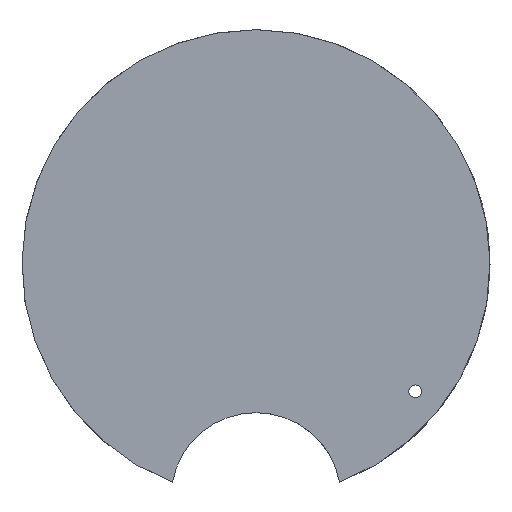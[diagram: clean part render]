
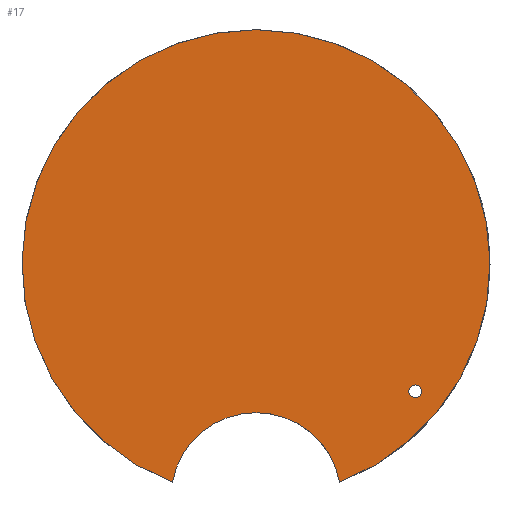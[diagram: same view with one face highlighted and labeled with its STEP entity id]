
A CAD part, front view. The second image highlights one B-rep face of the part: STEP entity #17.
In plain terms, the highlighted planar face has unit normal (0, -1, 0).
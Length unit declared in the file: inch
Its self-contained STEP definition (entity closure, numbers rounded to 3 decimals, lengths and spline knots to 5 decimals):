
#11 = DIRECTION ( 'NONE',  ( 0., 0., 1. ) ) ;
#12 = CARTESIAN_POINT ( 'NONE',  ( 3.93333, 0., -10.27273 ) ) ;
#14 = FACE_OUTER_BOUND ( 'NONE', #154, .T. ) ;
#17 = ADVANCED_FACE ( 'NONE', ( #196, #14 ), #166, .F. ) ;
#26 = DIRECTION ( 'NONE',  ( 0., 1., 0. ) ) ;
#32 = VERTEX_POINT ( 'NONE', #137 ) ;
#33 = VERTEX_POINT ( 'NONE', #139 ) ;
#34 = DIRECTION ( 'NONE',  ( 0., 1., 0. ) ) ;
#36 = DIRECTION ( 'NONE',  ( 0., 0., 1. ) ) ;
#44 = DIRECTION ( 'NONE',  ( 0., 1., 0. ) ) ;
#50 = EDGE_CURVE ( 'NONE', #268, #64, #314, .T. ) ;
#57 = CARTESIAN_POINT ( 'NONE',  ( -3.93333, 0., -10.27273 ) ) ;
#64 = VERTEX_POINT ( 'NONE', #12 ) ;
#69 = DIRECTION ( 'NONE',  ( 0., 0., 1. ) ) ;
#80 = CIRCLE ( 'NONE', #130, 0.3 ) ;
#86 = ORIENTED_EDGE ( 'NONE', *, *, #240, .T. ) ;
#95 = CARTESIAN_POINT ( 'NONE',  ( 0., 0., -11. ) ) ;
#107 = EDGE_CURVE ( 'NONE', #114, #32, #124, .T. ) ;
#114 = VERTEX_POINT ( 'NONE', #256 ) ;
#116 = CARTESIAN_POINT ( 'NONE',  ( 0., 0., 0. ) ) ;
#124 = CIRCLE ( 'NONE', #337, 0.3 ) ;
#128 = DIRECTION ( 'NONE',  ( 0., 1., 0. ) ) ;
#130 = AXIS2_PLACEMENT_3D ( 'NONE', #302, #34, #36 ) ;
#135 = CIRCLE ( 'NONE', #331, 4. ) ;
#137 = CARTESIAN_POINT ( 'NONE',  ( 7.48528, 0., -5.7 ) ) ;
#139 = CARTESIAN_POINT ( 'NONE',  ( 0., 0., -7. ) ) ;
#154 = EDGE_LOOP ( 'NONE', ( #162, #269, #86 ) ) ;
#161 = AXIS2_PLACEMENT_3D ( 'NONE', #296, #249, #11 ) ;
#162 = ORIENTED_EDGE ( 'NONE', *, *, #50, .F. ) ;
#166 = PLANE ( 'NONE',  #181 ) ;
#175 = AXIS2_PLACEMENT_3D ( 'NONE', #261, #26, #69 ) ;
#181 = AXIS2_PLACEMENT_3D ( 'NONE', #116, #276, #252 ) ;
#190 = EDGE_LOOP ( 'NONE', ( #220, #301 ) ) ;
#192 = EDGE_CURVE ( 'NONE', #268, #33, #216, .T. ) ;
#196 = FACE_BOUND ( 'NONE', #190, .T. ) ;
#209 = DIRECTION ( 'NONE',  ( 0., 0., 1. ) ) ;
#216 = CIRCLE ( 'NONE', #175, 4. ) ;
#220 = ORIENTED_EDGE ( 'NONE', *, *, #262, .T. ) ;
#240 = EDGE_CURVE ( 'NONE', #33, #64, #135, .T. ) ;
#249 = DIRECTION ( 'NONE',  ( 0., 1., 0. ) ) ;
#252 = DIRECTION ( 'NONE',  ( 0., 0., 1. ) ) ;
#256 = CARTESIAN_POINT ( 'NONE',  ( 7.48528, 0., -6.3 ) ) ;
#260 = CARTESIAN_POINT ( 'NONE',  ( 7.48528, 0., -6. ) ) ;
#261 = CARTESIAN_POINT ( 'NONE',  ( 0., 0., -11. ) ) ;
#262 = EDGE_CURVE ( 'NONE', #32, #114, #80, .T. ) ;
#268 = VERTEX_POINT ( 'NONE', #57 ) ;
#269 = ORIENTED_EDGE ( 'NONE', *, *, #192, .T. ) ;
#276 = DIRECTION ( 'NONE',  ( 0., 1., 0. ) ) ;
#296 = CARTESIAN_POINT ( 'NONE',  ( 0., 0., 0. ) ) ;
#301 = ORIENTED_EDGE ( 'NONE', *, *, #107, .T. ) ;
#302 = CARTESIAN_POINT ( 'NONE',  ( 7.48528, 0., -6. ) ) ;
#309 = DIRECTION ( 'NONE',  ( 0., 0., 1. ) ) ;
#314 = CIRCLE ( 'NONE', #161, 11. ) ;
#331 = AXIS2_PLACEMENT_3D ( 'NONE', #95, #128, #309 ) ;
#337 = AXIS2_PLACEMENT_3D ( 'NONE', #260, #44, #209 ) ;
